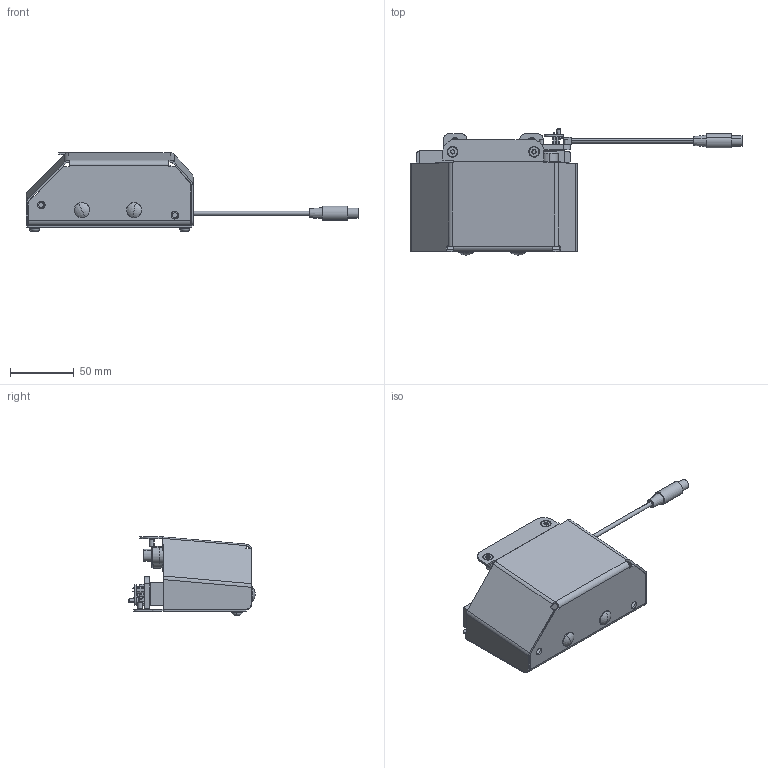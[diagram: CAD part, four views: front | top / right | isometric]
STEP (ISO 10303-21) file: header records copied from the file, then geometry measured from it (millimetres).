
FILE_DESCRIPTION (( 'STEP AP214' ), '1' );
FILE_NAME ('P7710-4.STEP', '2023-10-10T13:29:22', ( '' ), ( '' ), 'SwSTEP 2.0', 'SolidWorks 2021', '' );
FILE_SCHEMA (( 'AUTOMOTIVE_DESIGN' ));
Length unit declared in the file: millimetre
Products named in the file (1): P7710-4
Bounding box: 260.35 x 99.01 x 61.6 mm (x, y, z)
Volume: 165584.1 mm3; surface area: 100729.9 mm2
Topology: 24 solids, 26 shells, 781 faces, 1854 edges, 1185 vertices
Faces by surface type: cylinder 355, plane 280, cone 68, bspline 40, torus 32, sphere 6
Entity records: 32999 total; most frequent: CARTESIAN_POINT 5492, DIRECTION 4119, ORIENTED_EDGE 3708, EDGE_CURVE 1854, AXIS2_PLACEMENT_3D 1606, VERTEX_POINT 1185, VECTOR 907, LINE 907
